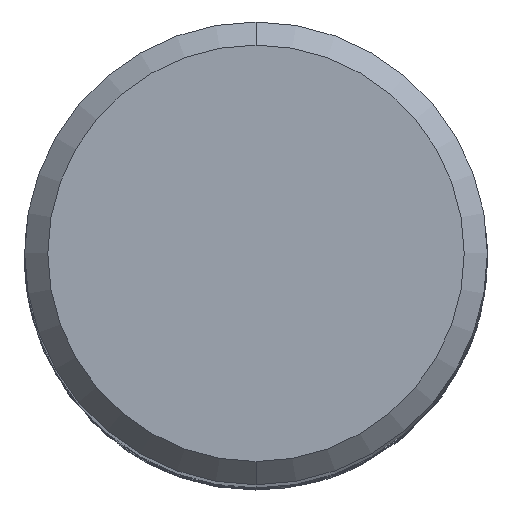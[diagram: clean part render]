
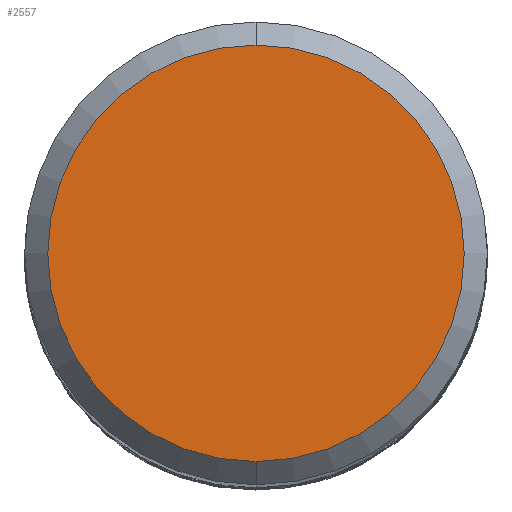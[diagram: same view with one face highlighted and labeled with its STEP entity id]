
A CAD part, top view. The second image highlights one B-rep face of the part: STEP entity #2557.
In plain terms, the highlighted planar face has unit normal (0, 0, 1).
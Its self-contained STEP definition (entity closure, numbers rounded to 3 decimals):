
#2129=EDGE_CURVE('',#2893,#3683,#4708,.T.);
#2335=EDGE_CURVE('',#3683,#2893,#4929,.T.);
#2557=ADVANCED_FACE('',(#5175),#5176,.T.);
#2893=VERTEX_POINT('',#5550);
#3683=VERTEX_POINT('',#6412);
#4708=CIRCLE('',#14519,7.2);
#4929=CIRCLE('',#16269,7.2);
#5175=FACE_OUTER_BOUND('',#17837,.T.);
#5176=PLANE('',#17838);
#5550=CARTESIAN_POINT('',(0.,-7.2,0.0));
#6412=CARTESIAN_POINT('',(0.0,7.2,0.0));
#14519=AXIS2_PLACEMENT_3D('',#33484,#33485,#33486);
#16269=AXIS2_PLACEMENT_3D('',#33698,#33699,#33700);
#17837=EDGE_LOOP('',(#33972,#33973));
#17838=AXIS2_PLACEMENT_3D('',#33974,#33975,#33976);
#33484=CARTESIAN_POINT('',(0.0,0.0,0.0));
#33485=DIRECTION('',(0.0,0.0,-1.0));
#33486=DIRECTION('',(0.0,1.0,0.0));
#33698=CARTESIAN_POINT('',(0.0,0.0,0.0));
#33699=DIRECTION('',(0.0,0.0,-1.0));
#33700=DIRECTION('',(0.0,1.0,0.0));
#33972=ORIENTED_EDGE('',*,*,#2335,.F.);
#33973=ORIENTED_EDGE('',*,*,#2129,.F.);
#33974=CARTESIAN_POINT('',(0.0,3.6,0.0));
#33975=DIRECTION('',(-0.0,0.0,1.0));
#33976=DIRECTION('',(0.0,-1.0,0.0));
